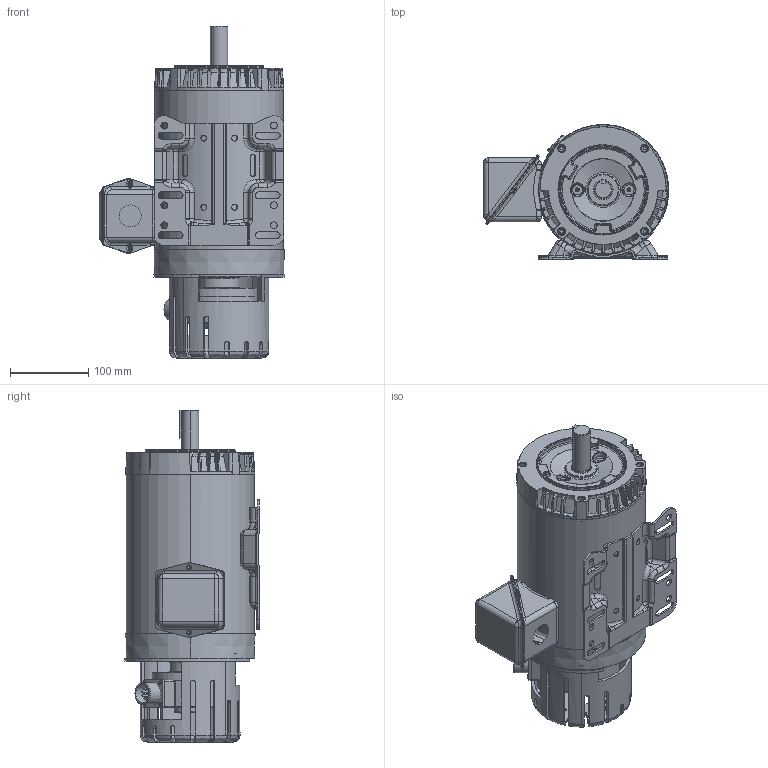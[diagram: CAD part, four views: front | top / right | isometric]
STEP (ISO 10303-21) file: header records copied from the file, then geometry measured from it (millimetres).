
FILE_DESCRIPTION (( 'STEP AP214' ), '1' );
FILE_NAME ('UN32T2BC-HS35A.STEP', '2024-08-13T11:47:33', ( '' ), ( '' ), 'SwSTEP 2.0', 'SolidWorks 2021', '' );
FILE_SCHEMA (( 'AUTOMOTIVE_DESIGN' ));
Length unit declared in the file: inch
Products named in the file (1): UN32T2BC-HS35A
Bounding box: 236.19 x 171.64 x 423.07 mm (x, y, z)
Volume: 1689363.5 mm3; surface area: 753273.2 mm2
Topology: 26 solids, 26 shells, 3056 faces, 7674 edges, 4694 vertices
Faces by surface type: bspline 814, plane 755, cylinder 719, torus 309, cone 286, sphere 173
Entity records: 144960 total; most frequent: CARTESIAN_POINT 81150, ORIENTED_EDGE 15314, DIRECTION 10489, EDGE_CURVE 7657, VERTEX_POINT 4694, AXIS2_PLACEMENT_3D 4191, EDGE_LOOP 3241, B_SPLINE_CURVE_WITH_KNOTS 3096
